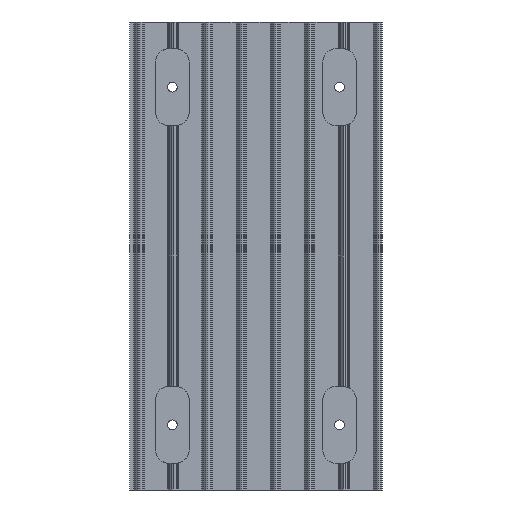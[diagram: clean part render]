
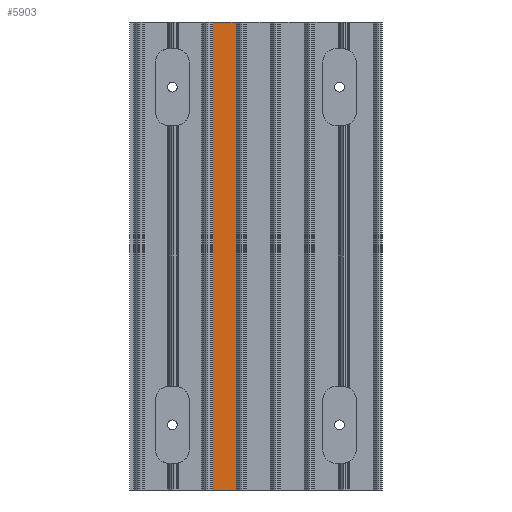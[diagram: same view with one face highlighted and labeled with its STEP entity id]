
A CAD part, front view. The second image highlights one B-rep face of the part: STEP entity #5903.
In plain terms, the highlighted planar face has unit normal (0, -1, 0).
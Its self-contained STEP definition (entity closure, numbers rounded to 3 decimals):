
#5903=ADVANCED_FACE('',(#19675),#19677,.T.);
#19675=FACE_BOUND('',#19676,.T.);
#19676=EDGE_LOOP('',(#32686,#32687,#32688,#32689));
#19677=PLANE('',#19678);
#19678=AXIS2_PLACEMENT_3D('',#19679,#19680,#19681);
#19679=CARTESIAN_POINT('',(-122.3,-7.,0.));
#19680=DIRECTION('',(0.,-1.,0.));
#19681=DIRECTION('',(1.,0.,0.));
#32686=ORIENTED_EDGE('',*,*,#37492,.T.);
#32687=ORIENTED_EDGE('',*,*,#40771,.F.);
#32688=ORIENTED_EDGE('',*,*,#38489,.T.);
#32689=ORIENTED_EDGE('',*,*,#40772,.F.);
#37492=EDGE_CURVE('',#43149,#43147,#43150,.F.);
#38489=EDGE_CURVE('',#45141,#45139,#45142,.T.);
#40771=EDGE_CURVE('',#45141,#43147,#49030,.T.);
#40772=EDGE_CURVE('',#43149,#45139,#49031,.T.);
#43147=VERTEX_POINT('',#52827);
#43149=VERTEX_POINT('',#52831);
#43150=LINE('',#52832,#52833);
#45139=VERTEX_POINT('',#56829);
#45141=VERTEX_POINT('',#56833);
#45142=LINE('',#56834,#56835);
#49030=LINE('',#65826,#65827);
#49031=LINE('',#65829,#65830);
#52827=CARTESIAN_POINT('',(-50.7,-7.,140.));
#52831=CARTESIAN_POINT('',(-43.7,-7.,140.));
#52832=CARTESIAN_POINT('',(-50.7,-7.,140.));
#52833=VECTOR('',#52834,1.);
#52834=DIRECTION('',(1.,0.,0.));
#56829=CARTESIAN_POINT('',(-43.7,-7.,0.));
#56833=CARTESIAN_POINT('',(-50.7,-7.,0.));
#56834=CARTESIAN_POINT('',(-50.7,-7.,0.));
#56835=VECTOR('',#56836,1.);
#56836=DIRECTION('',(1.,0.,0.));
#65826=CARTESIAN_POINT('',(-50.7,-7.,0.));
#65827=VECTOR('',#65828,1.);
#65828=DIRECTION('',(0.,0.,1.));
#65829=CARTESIAN_POINT('',(-43.7,-7.,140.));
#65830=VECTOR('',#65831,1.);
#65831=DIRECTION('',(0.,0.,-1.));
